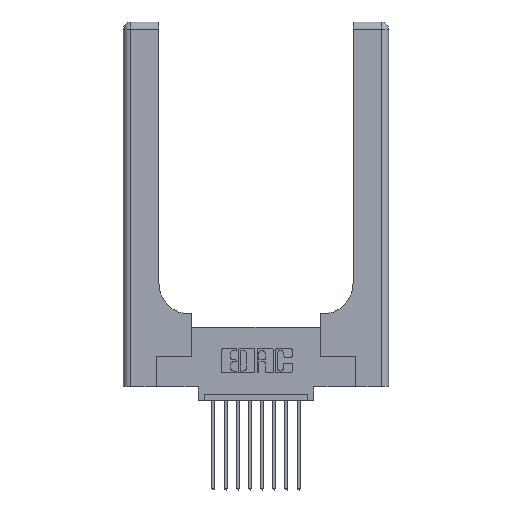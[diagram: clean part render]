
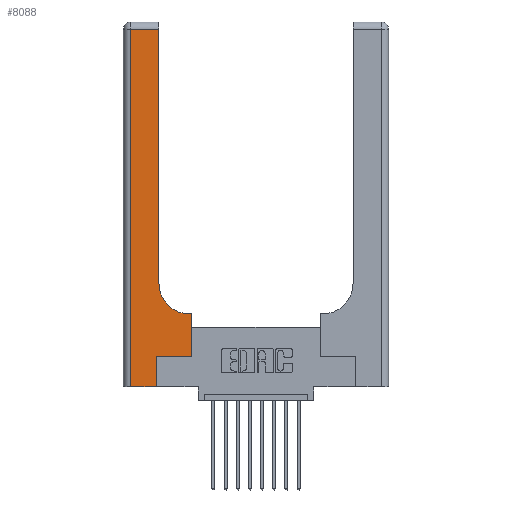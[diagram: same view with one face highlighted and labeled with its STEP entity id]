
A CAD part, top view. The second image highlights one B-rep face of the part: STEP entity #8088.
In plain terms, the highlighted planar face has unit normal (0, 0, 1).
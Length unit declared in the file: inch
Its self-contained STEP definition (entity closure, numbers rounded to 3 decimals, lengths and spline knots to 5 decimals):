
#49 = EDGE_CURVE ( 'NONE', #14880, #7022, #2030, .T. ) ;
#114 = LINE ( 'NONE', #384, #4765 ) ;
#281 = ORIENTED_EDGE ( 'NONE', *, *, #1659, .T. ) ;
#330 = VERTEX_POINT ( 'NONE', #14357 ) ;
#384 = CARTESIAN_POINT ( 'NONE',  ( 0.2915, 3., 0.37 ) ) ;
#412 = CARTESIAN_POINT ( 'NONE',  ( 0.06, 0., 0.37 ) ) ;
#660 = AXIS2_PLACEMENT_3D ( 'NONE', #5380, #13901, #5165 ) ;
#826 = DIRECTION ( 'NONE',  ( 0., 1., 0. ) ) ;
#866 = VERTEX_POINT ( 'NONE', #8538 ) ;
#991 = CARTESIAN_POINT ( 'NONE',  ( 0.2915, 0.6, 0.37 ) ) ;
#1483 = CARTESIAN_POINT ( 'NONE',  ( 0.06, 2.94, 0.37 ) ) ;
#1612 = EDGE_CURVE ( 'NONE', #7022, #11847, #5618, .T. ) ;
#1654 = CARTESIAN_POINT ( 'NONE',  ( 0., 2.94, 0.37 ) ) ;
#1659 = EDGE_CURVE ( 'NONE', #11847, #8181, #5236, .T. ) ;
#2022 = CARTESIAN_POINT ( 'NONE',  ( 0.269, 0., 0.37 ) ) ;
#2030 = LINE ( 'NONE', #1654, #6046 ) ;
#2165 = EDGE_CURVE ( 'NONE', #330, #5988, #2171, .T. ) ;
#2171 = LINE ( 'NONE', #991, #8280 ) ;
#2189 = VECTOR ( 'NONE', #8387, 39.37008 ) ;
#2624 = DIRECTION ( 'NONE',  ( -1., 0., 0. ) ) ;
#2686 = DIRECTION ( 'NONE',  ( 0., 1., 0. ) ) ;
#3024 = LINE ( 'NONE', #4954, #11415 ) ;
#3686 = DIRECTION ( 'NONE',  ( 1., 0., 0. ) ) ;
#4141 = CARTESIAN_POINT ( 'NONE',  ( 0.2915, 2.94, 0.37 ) ) ;
#4207 = VECTOR ( 'NONE', #9384, 39.37008 ) ;
#4333 = ORIENTED_EDGE ( 'NONE', *, *, #49, .T. ) ;
#4368 = CARTESIAN_POINT ( 'NONE',  ( 0.2915, 0.85, 0.37 ) ) ;
#4546 = CARTESIAN_POINT ( 'NONE',  ( 0.269, 0.25, 0.37 ) ) ;
#4682 = VECTOR ( 'NONE', #3686, 39.37008 ) ;
#4765 = VECTOR ( 'NONE', #2686, 39.37008 ) ;
#4767 = CARTESIAN_POINT ( 'NONE',  ( 0.06, 3., 0.37 ) ) ;
#4865 = EDGE_CURVE ( 'NONE', #9896, #14880, #114, .T. ) ;
#4954 = CARTESIAN_POINT ( 'NONE',  ( 0.5585, 0.25, 0.37 ) ) ;
#4988 = EDGE_CURVE ( 'NONE', #8181, #12177, #7427, .T. ) ;
#5165 = DIRECTION ( 'NONE',  ( 1., 0., 0. ) ) ;
#5236 = LINE ( 'NONE', #8326, #4682 ) ;
#5250 = EDGE_CURVE ( 'NONE', #866, #330, #3024, .T. ) ;
#5376 = EDGE_CURVE ( 'NONE', #5988, #9896, #7026, .T. ) ;
#5380 = CARTESIAN_POINT ( 'NONE',  ( 0.5415, 0.85, 0.37 ) ) ;
#5618 = LINE ( 'NONE', #4767, #2189 ) ;
#5857 = ORIENTED_EDGE ( 'NONE', *, *, #15715, .T. ) ;
#5988 = VERTEX_POINT ( 'NONE', #7125 ) ;
#6046 = VECTOR ( 'NONE', #2624, 39.37008 ) ;
#6914 = EDGE_LOOP ( 'NONE', ( #13636, #4333, #11799, #281, #13620, #5857, #12769, #7657, #8300 ) ) ;
#7022 = VERTEX_POINT ( 'NONE', #1483 ) ;
#7026 = CIRCLE ( 'NONE', #660, 0.25 ) ;
#7125 = CARTESIAN_POINT ( 'NONE',  ( 0.5415, 0.6, 0.37 ) ) ;
#7427 = LINE ( 'NONE', #2022, #11984 ) ;
#7495 = CARTESIAN_POINT ( 'NONE',  ( 0.269, 0.25, 0.37 ) ) ;
#7657 = ORIENTED_EDGE ( 'NONE', *, *, #2165, .T. ) ;
#8088 = ADVANCED_FACE ( 'NONE', ( #13878 ), #8381, .F. ) ;
#8181 = VERTEX_POINT ( 'NONE', #9429 ) ;
#8280 = VECTOR ( 'NONE', #9548, 39.37008 ) ;
#8300 = ORIENTED_EDGE ( 'NONE', *, *, #5376, .T. ) ;
#8326 = CARTESIAN_POINT ( 'NONE',  ( 0., 0., 0.37 ) ) ;
#8381 = PLANE ( 'NONE',  #12328 ) ;
#8387 = DIRECTION ( 'NONE',  ( 0., -1., 0. ) ) ;
#8538 = CARTESIAN_POINT ( 'NONE',  ( 0.5585, 0.25, 0.37 ) ) ;
#8581 = LINE ( 'NONE', #4546, #4207 ) ;
#9384 = DIRECTION ( 'NONE',  ( 1., 0., 0. ) ) ;
#9429 = CARTESIAN_POINT ( 'NONE',  ( 0.269, 0., 0.37 ) ) ;
#9548 = DIRECTION ( 'NONE',  ( -1., 0., 0. ) ) ;
#9896 = VERTEX_POINT ( 'NONE', #4368 ) ;
#10600 = DIRECTION ( 'NONE',  ( -1., 0., 0. ) ) ;
#10967 = DIRECTION ( 'NONE',  ( 0., 1., 0. ) ) ;
#11415 = VECTOR ( 'NONE', #10967, 39.37008 ) ;
#11799 = ORIENTED_EDGE ( 'NONE', *, *, #1612, .T. ) ;
#11847 = VERTEX_POINT ( 'NONE', #412 ) ;
#11984 = VECTOR ( 'NONE', #826, 39.37008 ) ;
#12177 = VERTEX_POINT ( 'NONE', #7495 ) ;
#12328 = AXIS2_PLACEMENT_3D ( 'NONE', #14288, #14391, #10600 ) ;
#12769 = ORIENTED_EDGE ( 'NONE', *, *, #5250, .T. ) ;
#13620 = ORIENTED_EDGE ( 'NONE', *, *, #4988, .T. ) ;
#13636 = ORIENTED_EDGE ( 'NONE', *, *, #4865, .T. ) ;
#13878 = FACE_OUTER_BOUND ( 'NONE', #6914, .T. ) ;
#13901 = DIRECTION ( 'NONE',  ( 0., 0., -1. ) ) ;
#14288 = CARTESIAN_POINT ( 'NONE',  ( 0., 3., 0.37 ) ) ;
#14357 = CARTESIAN_POINT ( 'NONE',  ( 0.5585, 0.6, 0.37 ) ) ;
#14391 = DIRECTION ( 'NONE',  ( 0., 0., -1. ) ) ;
#14880 = VERTEX_POINT ( 'NONE', #4141 ) ;
#15715 = EDGE_CURVE ( 'NONE', #12177, #866, #8581, .T. ) ;
